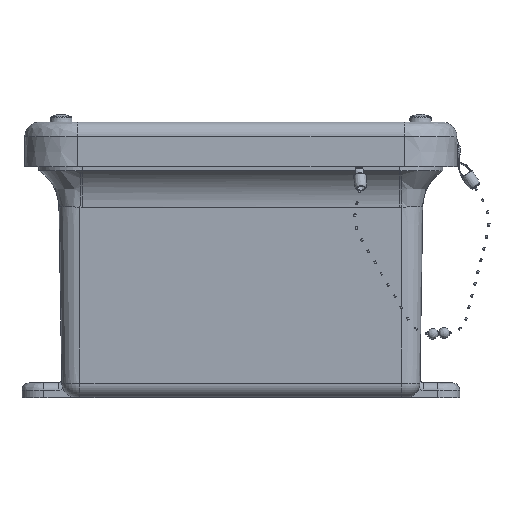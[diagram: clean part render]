
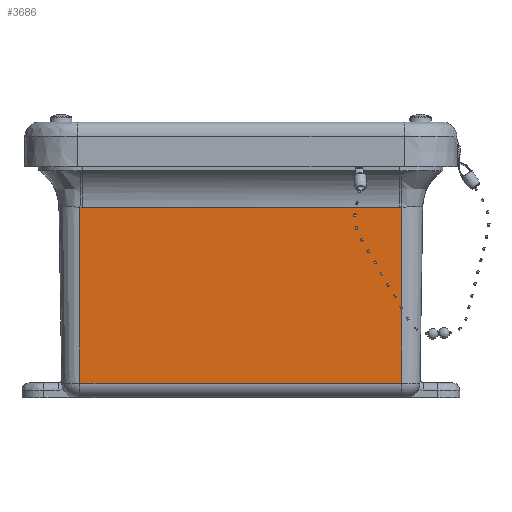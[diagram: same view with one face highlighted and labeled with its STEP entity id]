
A CAD part, left-side view. The second image highlights one B-rep face of the part: STEP entity #3686.
In plain terms, the highlighted planar face has unit normal (-1, 0, -0.016).
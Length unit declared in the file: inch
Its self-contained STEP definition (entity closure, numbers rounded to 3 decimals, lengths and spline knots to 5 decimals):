
#82 = VERTEX_POINT ( 'NONE', #44785 ) ;
#1616 = EDGE_CURVE ( 'NONE', #16493, #37098, #44568, .T. ) ;
#2219 = EDGE_CURVE ( 'NONE', #8182, #16493, #5215, .T. ) ;
#2745 = CARTESIAN_POINT ( 'NONE',  ( -2.09733, 2.70741, -1.25204 ) ) ;
#3158 = EDGE_CURVE ( 'NONE', #9477, #36063, #21648, .T. ) ;
#3686 = ADVANCED_FACE ( 'NONE', ( #5807 ), #30892, .T. ) ;
#5215 = LINE ( 'NONE', #10136, #30300 ) ;
#5807 = FACE_OUTER_BOUND ( 'NONE', #24299, .T. ) ;
#8182 = VERTEX_POINT ( 'NONE', #35095 ) ;
#9157 = CARTESIAN_POINT ( 'NONE',  ( -2.09733, -2.70741, -1.25204 ) ) ;
#9429 = LINE ( 'NONE', #34536, #17014 ) ;
#9477 = VERTEX_POINT ( 'NONE', #44452 ) ;
#9884 = CARTESIAN_POINT ( 'NONE',  ( -2.04514, 2.74735, -4.5 ) ) ;
#10136 = CARTESIAN_POINT ( 'NONE',  ( -2.04909, 0., -4.25402 ) ) ;
#12395 = VECTOR ( 'NONE', #31650, 39.37008 ) ;
#13013 = AXIS2_PLACEMENT_3D ( 'NONE', #30447, #20324, #16660 ) ;
#13352 = DIRECTION ( 'NONE',  ( -0.016, 0., 1. ) ) ;
#15041 = ORIENTED_EDGE ( 'NONE', *, *, #1616, .F. ) ;
#15680 = VECTOR ( 'NONE', #36206, 39.37008 ) ;
#16493 = VERTEX_POINT ( 'NONE', #28686 ) ;
#16660 = DIRECTION ( 'NONE',  ( 0.016, 0., -1. ) ) ;
#17014 = VECTOR ( 'NONE', #13352, 39.37008 ) ;
#20246 = ORIENTED_EDGE ( 'NONE', *, *, #24652, .F. ) ;
#20324 = DIRECTION ( 'NONE',  ( -1., 0., -0.016 ) ) ;
#20875 = EDGE_CURVE ( 'NONE', #8182, #36063, #9429, .T. ) ;
#21304 = CARTESIAN_POINT ( 'NONE',  ( -2.09734, -2.74735, -1.2516 ) ) ;
#21648 = B_SPLINE_CURVE_WITH_KNOTS ( 'NONE', 3,
 ( #9157, #26335, #44196, #26197 ),
 .UNSPECIFIED., .F., .F.,
 ( 4, 4 ),
 ( 0., 1. ),
 .UNSPECIFIED. ) ;
#22176 = EDGE_CURVE ( 'NONE', #9477, #82, #44619, .T. ) ;
#23475 = CARTESIAN_POINT ( 'NONE',  ( -2.09734, 2.74735, -1.2516 ) ) ;
#24299 = EDGE_LOOP ( 'NONE', ( #33929, #32266, #32723, #37477, #20246, #15041 ) ) ;
#24652 = EDGE_CURVE ( 'NONE', #37098, #82, #26464, .T. ) ;
#25390 = CARTESIAN_POINT ( 'NONE',  ( -2.09734, 2.74735, -1.2516 ) ) ;
#26197 = CARTESIAN_POINT ( 'NONE',  ( -2.09734, -2.74735, -1.2516 ) ) ;
#26335 = CARTESIAN_POINT ( 'NONE',  ( -2.09733, -2.72072, -1.25204 ) ) ;
#26464 = B_SPLINE_CURVE_WITH_KNOTS ( 'NONE', 3,
 ( #23475, #31101, #44498, #2745 ),
 .UNSPECIFIED., .F., .F.,
 ( 4, 4 ),
 ( 0., 1. ),
 .UNSPECIFIED. ) ;
#28686 = CARTESIAN_POINT ( 'NONE',  ( -2.04909, 2.74735, -4.25402 ) ) ;
#30300 = VECTOR ( 'NONE', #34798, 39.37008 ) ;
#30447 = CARTESIAN_POINT ( 'NONE',  ( -2.11742, 2.74735, -0.00196 ) ) ;
#30892 = PLANE ( 'NONE',  #13013 ) ;
#31101 = CARTESIAN_POINT ( 'NONE',  ( -2.09733, 2.73404, -1.25189 ) ) ;
#31650 = DIRECTION ( 'NONE',  ( -0.016, 0., 1. ) ) ;
#32243 = CARTESIAN_POINT ( 'NONE',  ( -2.09733, 2.74735, -1.25204 ) ) ;
#32266 = ORIENTED_EDGE ( 'NONE', *, *, #20875, .T. ) ;
#32723 = ORIENTED_EDGE ( 'NONE', *, *, #3158, .F. ) ;
#33929 = ORIENTED_EDGE ( 'NONE', *, *, #2219, .F. ) ;
#34536 = CARTESIAN_POINT ( 'NONE',  ( -2.11742, -2.74735, -0.00196 ) ) ;
#34798 = DIRECTION ( 'NONE',  ( 0., 1., 0. ) ) ;
#35095 = CARTESIAN_POINT ( 'NONE',  ( -2.04909, -2.74735, -4.25402 ) ) ;
#36063 = VERTEX_POINT ( 'NONE', #21304 ) ;
#36206 = DIRECTION ( 'NONE',  ( 0., 1., 0. ) ) ;
#37098 = VERTEX_POINT ( 'NONE', #25390 ) ;
#37477 = ORIENTED_EDGE ( 'NONE', *, *, #22176, .T. ) ;
#44196 = CARTESIAN_POINT ( 'NONE',  ( -2.09733, -2.73403, -1.25189 ) ) ;
#44452 = CARTESIAN_POINT ( 'NONE',  ( -2.09733, -2.70741, -1.25204 ) ) ;
#44498 = CARTESIAN_POINT ( 'NONE',  ( -2.09733, 2.72073, -1.25204 ) ) ;
#44568 = LINE ( 'NONE', #9884, #12395 ) ;
#44619 = LINE ( 'NONE', #32243, #15680 ) ;
#44785 = CARTESIAN_POINT ( 'NONE',  ( -2.09733, 2.70741, -1.25204 ) ) ;
